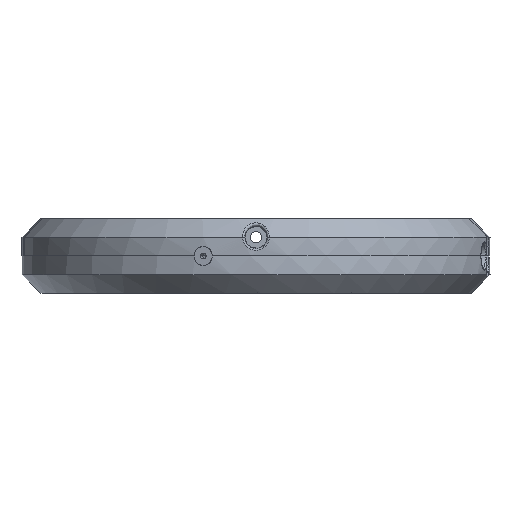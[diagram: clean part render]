
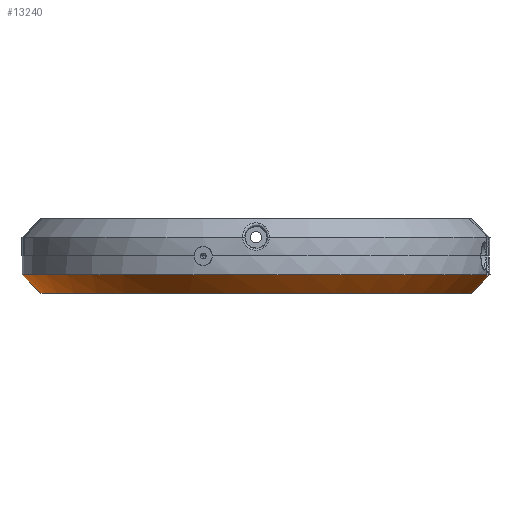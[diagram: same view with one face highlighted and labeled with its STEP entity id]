
A CAD part, front view. The second image highlights one B-rep face of the part: STEP entity #13240.
In plain terms, the highlighted free-form (B-spline) face has degree [1, 3] with [2, 7] control points.
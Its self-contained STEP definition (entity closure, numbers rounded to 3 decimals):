
#128=B_SPLINE_CURVE_WITH_KNOTS('',3,(#26555,#26556,#26557,#26558),
 .UNSPECIFIED.,.F.,.F.,(4,4),(0.005,0.006),
 .UNSPECIFIED.);
#129=B_SPLINE_CURVE_WITH_KNOTS('',3,(#26560,#26561,#26562,#26563),
 .UNSPECIFIED.,.F.,.F.,(4,4),(0.011,0.027),
 .UNSPECIFIED.);
#130=B_SPLINE_CURVE_WITH_KNOTS('',3,(#26569,#26570,#26571,#26572),
 .UNSPECIFIED.,.F.,.F.,(4,4),(0.006,0.022),
 .UNSPECIFIED.);
#131=B_SPLINE_CURVE_WITH_KNOTS('',3,(#26574,#26575,#26576,#26577),
 .UNSPECIFIED.,.F.,.F.,(4,4),(0.006,0.007),
 .UNSPECIFIED.);
#132=B_SPLINE_CURVE_WITH_KNOTS('',3,(#26578,#26579,#26580,#26581),
 .UNSPECIFIED.,.F.,.F.,(4,4),(0.,1.),.UNSPECIFIED.);
#133=B_SPLINE_CURVE_WITH_KNOTS('',3,(#26583,#26584,#26585,#26586),
 .UNSPECIFIED.,.F.,.F.,(4,4),(0.,0.005),.UNSPECIFIED.);
#4257=ORIENTED_EDGE('',*,*,#7086,.F.);
#4258=ORIENTED_EDGE('',*,*,#7095,.T.);
#4259=ORIENTED_EDGE('',*,*,#7096,.F.);
#4260=ORIENTED_EDGE('',*,*,#7097,.F.);
#4261=ORIENTED_EDGE('',*,*,#7098,.F.);
#4262=ORIENTED_EDGE('',*,*,#7099,.F.);
#4263=ORIENTED_EDGE('',*,*,#7100,.T.);
#4264=ORIENTED_EDGE('',*,*,#7090,.F.);
#4265=ORIENTED_EDGE('',*,*,#7089,.F.);
#4266=ORIENTED_EDGE('',*,*,#7101,.T.);
#4267=ORIENTED_EDGE('',*,*,#7102,.T.);
#7086=EDGE_CURVE('',#8692,#8693,#9834,.T.);
#7089=EDGE_CURVE('',#8695,#8696,#9835,.T.);
#7090=EDGE_CURVE('',#8696,#8697,#9836,.T.);
#7095=EDGE_CURVE('',#8692,#8700,#128,.T.);
#7096=EDGE_CURVE('',#8701,#8700,#129,.T.);
#7097=EDGE_CURVE('',#8702,#8701,#9837,.F.);
#7098=EDGE_CURVE('',#8703,#8702,#9838,.F.);
#7099=EDGE_CURVE('',#8704,#8703,#130,.F.);
#7100=EDGE_CURVE('',#8704,#8697,#131,.T.);
#7101=EDGE_CURVE('',#8695,#8705,#132,.T.);
#7102=EDGE_CURVE('',#8705,#8693,#133,.T.);
#8692=VERTEX_POINT('',#26501);
#8693=VERTEX_POINT('',#26503);
#8695=VERTEX_POINT('',#26522);
#8696=VERTEX_POINT('',#26523);
#8697=VERTEX_POINT('',#26525);
#8700=VERTEX_POINT('',#26559);
#8701=VERTEX_POINT('',#26564);
#8702=VERTEX_POINT('',#26566);
#8703=VERTEX_POINT('',#26568);
#8704=VERTEX_POINT('',#26573);
#8705=VERTEX_POINT('',#26582);
#9834=CIRCLE('',#14446,125.);
#9835=CIRCLE('',#14447,125.);
#9836=CIRCLE('',#14448,125.);
#9837=CIRCLE('',#14449,115.);
#9838=CIRCLE('',#14450,115.);
#10802=EDGE_LOOP('',(#4257,#4258,#4259,#4260,#4261,#4262,#4263,#4264,#4265,
#4266,#4267));
#11760=FACE_BOUND('',#10802,.T.);
#12536=(
BOUNDED_SURFACE()
B_SPLINE_SURFACE(1,3,((#26541,#26542,#26543,#26544,#26545,#26546,#26547),
(#26548,#26549,#26550,#26551,#26552,#26553,#26554)),.CONICAL_SURF.,.F.,
 .F.,.F.)
B_SPLINE_SURFACE_WITH_KNOTS((2,2),(4,3,4),(0.004,0.084),
(0.002,0.5,0.998),.PIECEWISE_BEZIER_KNOTS.)
GEOMETRIC_REPRESENTATION_ITEM()
RATIONAL_B_SPLINE_SURFACE(((0.996,0.575,0.576,
1.,0.576,0.575,0.996),(0.996,
0.575,0.576,1.,0.576,0.575,
0.996)))
REPRESENTATION_ITEM('')
SURFACE()
);
#13240=ADVANCED_FACE('',(#11760),#12536,.T.);
#14446=AXIS2_PLACEMENT_3D('',#26502,#16816,#16817);
#14447=AXIS2_PLACEMENT_3D('',#26521,#16819,#16820);
#14448=AXIS2_PLACEMENT_3D('',#26524,#16821,#16822);
#14449=AXIS2_PLACEMENT_3D('',#26565,#16824,#16825);
#14450=AXIS2_PLACEMENT_3D('',#26567,#16826,#16827);
#16816=DIRECTION('',(0.,0.,1.));
#16817=DIRECTION('',(1.,0.,0.));
#16819=DIRECTION('',(0.,0.,1.));
#16820=DIRECTION('',(1.,0.,0.));
#16821=DIRECTION('',(0.,0.,1.));
#16822=DIRECTION('',(1.,0.,0.));
#16824=DIRECTION('',(0.,0.,1.));
#16825=DIRECTION('',(1.,0.,0.));
#16826=DIRECTION('',(0.,0.,1.));
#16827=DIRECTION('',(1.,0.,0.));
#26501=CARTESIAN_POINT('',(-94.128,-42.751,10.));
#26502=CARTESIAN_POINT('',(0.,-125.,10.));
#26503=CARTESIAN_POINT('',(123.349,-145.247,10.));
#26521=CARTESIAN_POINT('',(0.,-125.,10.));
#26522=CARTESIAN_POINT('',(124.168,-139.401,10.));
#26523=CARTESIAN_POINT('',(125.,-125.,10.));
#26524=CARTESIAN_POINT('',(0.,-125.,10.));
#26525=CARTESIAN_POINT('',(94.128,-42.751,10.));
#26541=CARTESIAN_POINT('',(-84.959,-33.311,10.));
#26542=CARTESIAN_POINT('',(-183.762,-124.861,10.));
#26543=CARTESIAN_POINT('',(-134.37,-250.,10.));
#26544=CARTESIAN_POINT('',(0.,-250.,10.));
#26545=CARTESIAN_POINT('',(134.37,-250.,10.));
#26546=CARTESIAN_POINT('',(183.762,-124.861,10.));
#26547=CARTESIAN_POINT('',(84.959,-33.311,10.));
#26548=CARTESIAN_POINT('',(-78.163,-40.646,0.));
#26549=CARTESIAN_POINT('',(-169.061,-124.872,0.));
#26550=CARTESIAN_POINT('',(-123.62,-240.,0.));
#26551=CARTESIAN_POINT('',(0.,-240.,0.));
#26552=CARTESIAN_POINT('',(123.62,-240.,0.));
#26553=CARTESIAN_POINT('',(169.061,-124.872,0.));
#26554=CARTESIAN_POINT('',(78.163,-40.646,0.));
#26555=CARTESIAN_POINT('',(-94.128,-42.751,10.));
#26556=CARTESIAN_POINT('',(-93.921,-42.514,10.));
#26557=CARTESIAN_POINT('',(-93.625,-42.409,9.848));
#26558=CARTESIAN_POINT('',(-93.375,-42.409,9.66));
#26559=CARTESIAN_POINT('',(-93.375,-42.409,9.66));
#26560=CARTESIAN_POINT('',(-80.023,-42.409,0.));
#26561=CARTESIAN_POINT('',(-84.533,-42.409,3.138));
#26562=CARTESIAN_POINT('',(-88.978,-42.409,6.367));
#26563=CARTESIAN_POINT('',(-93.375,-42.409,9.66));
#26564=CARTESIAN_POINT('',(-80.023,-42.409,0.));
#26565=CARTESIAN_POINT('',(0.,-125.,0.));
#26566=CARTESIAN_POINT('',(115.,-125.,0.));
#26567=CARTESIAN_POINT('',(0.,-125.,0.));
#26568=CARTESIAN_POINT('',(80.023,-42.409,0.));
#26569=CARTESIAN_POINT('',(80.023,-42.409,0.));
#26570=CARTESIAN_POINT('',(84.533,-42.409,3.138));
#26571=CARTESIAN_POINT('',(88.978,-42.409,6.367));
#26572=CARTESIAN_POINT('',(93.375,-42.409,9.66));
#26573=CARTESIAN_POINT('',(93.375,-42.409,9.66));
#26574=CARTESIAN_POINT('',(93.375,-42.409,9.66));
#26575=CARTESIAN_POINT('',(93.626,-42.409,9.848));
#26576=CARTESIAN_POINT('',(93.921,-42.514,10.));
#26577=CARTESIAN_POINT('',(94.128,-42.751,10.));
#26578=CARTESIAN_POINT('',(124.168,-139.401,10.));
#26579=CARTESIAN_POINT('',(123.89,-139.597,9.747));
#26580=CARTESIAN_POINT('',(123.617,-139.8,9.5));
#26581=CARTESIAN_POINT('',(123.349,-140.011,9.259));
#26582=CARTESIAN_POINT('',(123.349,-140.011,9.259));
#26583=CARTESIAN_POINT('',(123.349,-140.011,9.259));
#26584=CARTESIAN_POINT('',(123.349,-141.761,9.471));
#26585=CARTESIAN_POINT('',(123.349,-143.506,9.718));
#26586=CARTESIAN_POINT('',(123.349,-145.247,10.));
